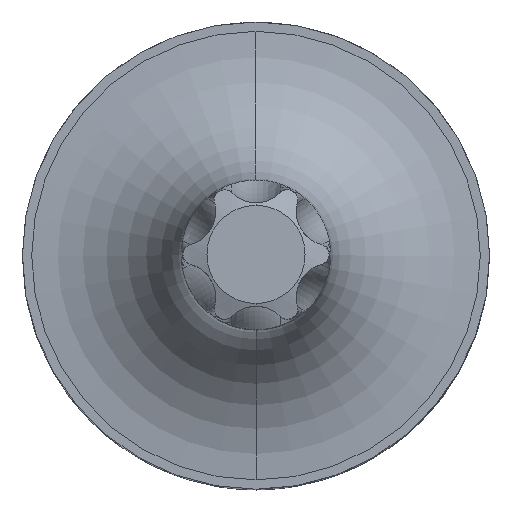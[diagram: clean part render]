
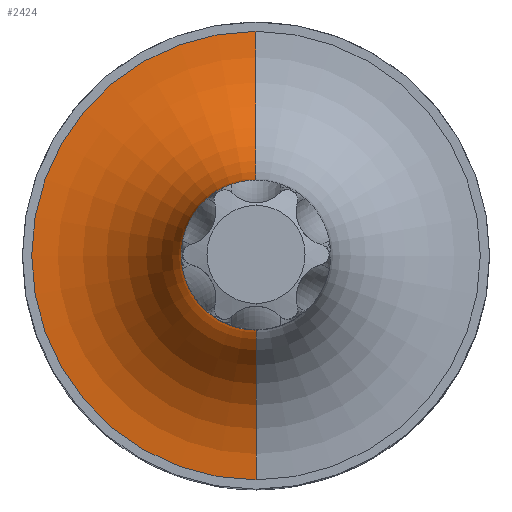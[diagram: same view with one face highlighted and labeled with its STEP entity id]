
A CAD part, top view. The second image highlights one B-rep face of the part: STEP entity #2424.
In plain terms, the highlighted toroidal (fillet/blend) face has major radius 12 mm and minor radius 8 mm.
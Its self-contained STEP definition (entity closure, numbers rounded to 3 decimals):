
#610=CARTESIAN_POINT('',(0.,0.,25.));
#611=DIRECTION('',(0.,0.,-1.));
#612=DIRECTION('',(0.,-1.,0.));
#613=AXIS2_PLACEMENT_3D('',#610,#611,#612);
#620=CARTESIAN_POINT('',(0.,-12.,33.));
#621=DIRECTION('',(-1.,0.,0.));
#622=DIRECTION('',(0.,1.,0.));
#623=AXIS2_PLACEMENT_3D('',#620,#621,#622);
#625=CARTESIAN_POINT('',(0.,0.,33.));
#626=DIRECTION('',(0.,0.,-1.));
#627=DIRECTION('',(0.,-1.,0.));
#628=AXIS2_PLACEMENT_3D('',#625,#626,#627);
#895=CARTESIAN_POINT('',(0.,12.,33.));
#896=DIRECTION('',(1.,0.,0.));
#897=DIRECTION('',(0.,-1.,0.));
#898=AXIS2_PLACEMENT_3D('',#895,#896,#897);
#1849=CARTESIAN_POINT('',(0.,-4.,33.));
#1850=CARTESIAN_POINT('',(0.,4.,33.));
#1851=VERTEX_POINT('',#1849);
#1852=VERTEX_POINT('',#1850);
#1853=CARTESIAN_POINT('',(0.,-12.,25.));
#1854=CARTESIAN_POINT('',(0.,12.,25.));
#1855=VERTEX_POINT('',#1853);
#1856=VERTEX_POINT('',#1854);
#2410=CARTESIAN_POINT('',(0.,0.,33.));
#2411=DIRECTION('',(0.,0.,1.));
#2412=DIRECTION('',(0.026,-1.,0.));
#2413=AXIS2_PLACEMENT_3D('',#2410,#2411,#2412);
#2414=TOROIDAL_SURFACE('',#2413,12.,8.);
#2416=ORIENTED_EDGE('',*,*,#2415,.F.);
#2418=ORIENTED_EDGE('',*,*,#2417,.T.);
#2419=ORIENTED_EDGE('',*,*,#2403,.T.);
#2421=ORIENTED_EDGE('',*,*,#2420,.F.);
#2422=EDGE_LOOP('',(#2416,#2418,#2419,#2421));
#2423=FACE_OUTER_BOUND('',#2422,.F.);
#2424=ADVANCED_FACE('',(#2423),#2414,.F.);
#614=CIRCLE('',#613,12.);
#624=CIRCLE('',#623,8.);
#629=CIRCLE('',#628,4.);
#899=CIRCLE('',#898,8.);
#2403=EDGE_CURVE('',#1855,#1856,#614,.T.);
#2415=EDGE_CURVE('',#1851,#1852,#629,.T.);
#2417=EDGE_CURVE('',#1851,#1855,#624,.T.);
#2420=EDGE_CURVE('',#1852,#1856,#899,.T.);
